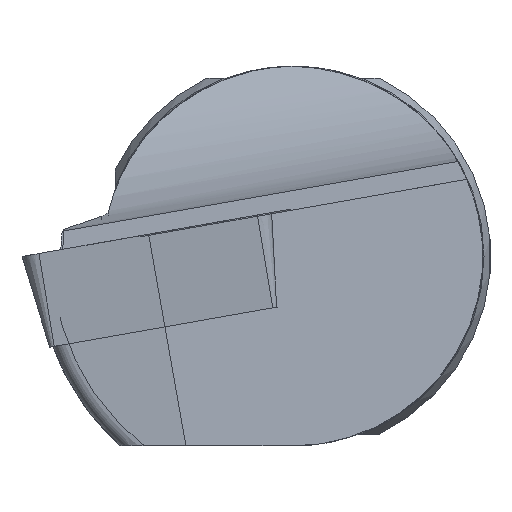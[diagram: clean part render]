
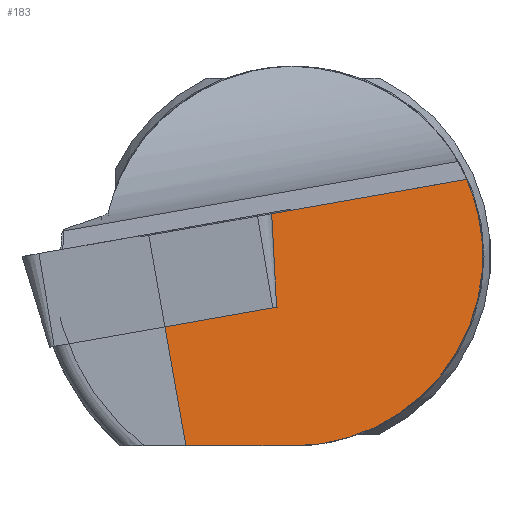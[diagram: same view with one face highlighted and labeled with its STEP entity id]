
A CAD part, left-side view. The second image highlights one B-rep face of the part: STEP entity #183.
In plain terms, the highlighted planar face has unit normal (-0.996, -0.086, 0.015).
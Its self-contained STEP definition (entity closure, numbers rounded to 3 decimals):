
#46=ELLIPSE('',#756,4.818,4.8);
#50=PLANE('',#757);
#106=LINE('',#1150,#140);
#112=LINE('',#1249,#146);
#113=LINE('',#1251,#147);
#140=VECTOR('',#857,1.);
#146=VECTOR('',#883,1.);
#147=VECTOR('',#886,1.);
#183=ADVANCED_FACE('',(#234),#50,.F.);
#234=FACE_OUTER_BOUND('',#269,.T.);
#269=EDGE_LOOP('',(#406,#407,#408,#409));
#406=ORIENTED_EDGE('',*,*,#647,.T.);
#407=ORIENTED_EDGE('',*,*,#648,.T.);
#408=ORIENTED_EDGE('',*,*,#646,.F.);
#409=ORIENTED_EDGE('',*,*,#628,.F.);
#552=VERTEX_POINT('',#1151);
#553=VERTEX_POINT('',#1152);
#564=VERTEX_POINT('',#1248);
#565=VERTEX_POINT('',#1252);
#628=EDGE_CURVE('',#552,#553,#106,.T.);
#646=EDGE_CURVE('',#553,#564,#112,.T.);
#647=EDGE_CURVE('',#552,#565,#113,.T.);
#648=EDGE_CURVE('',#565,#564,#46,.T.);
#756=AXIS2_PLACEMENT_3D('',#1253,#887,#888);
#757=AXIS2_PLACEMENT_3D('',#1254,#889,#890);
#857=DIRECTION('',(0.,0.174,0.985));
#883=DIRECTION('',(0.087,-0.981,0.173));
#886=DIRECTION('',(0.086,-0.996,0.));
#887=DIRECTION('',(-0.996,-0.086,0.015));
#888=DIRECTION('',(-0.087,0.981,-0.173));
#889=DIRECTION('',(0.996,0.086,-0.015));
#890=DIRECTION('',(0.086,-0.996,0.));
#1150=CARTESIAN_POINT('',(0.675,-11.886,-48.452));
#1151=CARTESIAN_POINT('',(0.675,-4.186,-4.782));
#1152=CARTESIAN_POINT('',(0.675,-3.247,0.542));
#1248=CARTESIAN_POINT('',(1.39,-11.286,1.96));
#1249=CARTESIAN_POINT('',(0.675,-3.247,0.542));
#1251=CARTESIAN_POINT('',(1.334,-11.829,-4.782));
#1252=CARTESIAN_POINT('',(0.909,-6.896,-4.782));
#1253=CARTESIAN_POINT('',(0.982,-6.896,0.018));
#1254=CARTESIAN_POINT('',(0.675,-11.886,-48.452));
